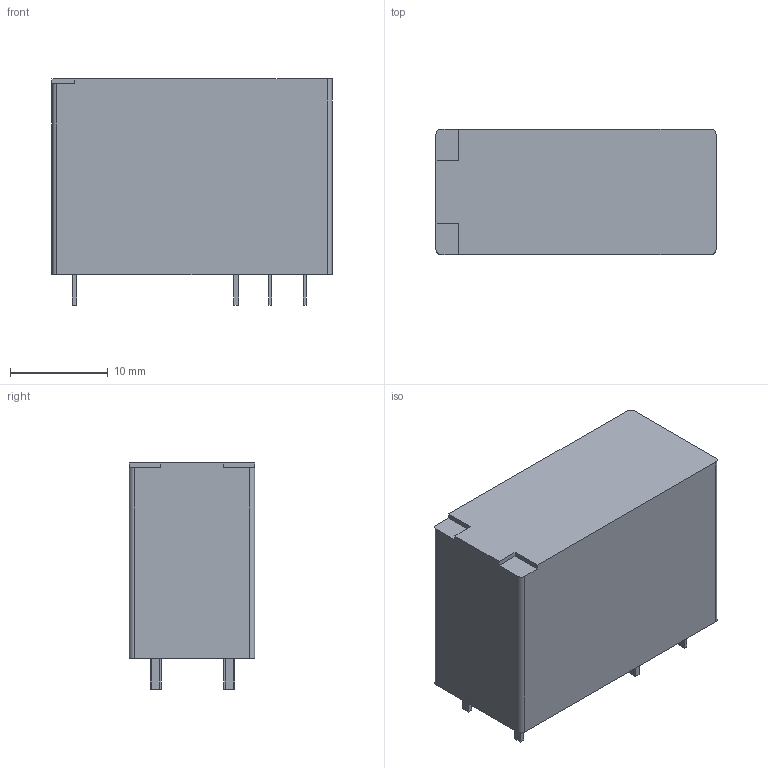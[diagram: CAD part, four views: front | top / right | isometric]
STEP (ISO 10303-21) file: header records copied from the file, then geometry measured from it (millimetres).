
FILE_DESCRIPTION(('FreeCAD Model'),'2;1');
FILE_NAME('Relay_SPDT_Panasonic_JW1_FormC.step','2018-01-29T22:23:25',( 'kicad StepUp'),('ksu MCAD'),'Open CASCADE STEP processor 6.8', 'FreeCAD','Unknown');
FILE_SCHEMA(('AUTOMOTIVE_DESIGN_CC2 { 1 2 10303 214 -1 1 5 4 }'));
Length unit declared in the file: millimetre
Products named in the file (1): Relay_SPDT_Panasonic_JW1_FormC
Bounding box: 28.6 x 12.8 x 23.1 mm (x, y, z)
Volume: 7316.2 mm3; surface area: 2414.2 mm2
Topology: 1 solids, 1 shells, 41 faces, 102 edges, 68 vertices
Faces by surface type: plane 37, cylinder 4
Entity records: 1504 total; most frequent: CARTESIAN_POINT 212, ORIENTED_EDGE 204, DIRECTION 194, EDGE_CURVE 102, LINE 94, VECTOR 94, VERTEX_POINT 68, AXIS2_PLACEMENT_3D 50
